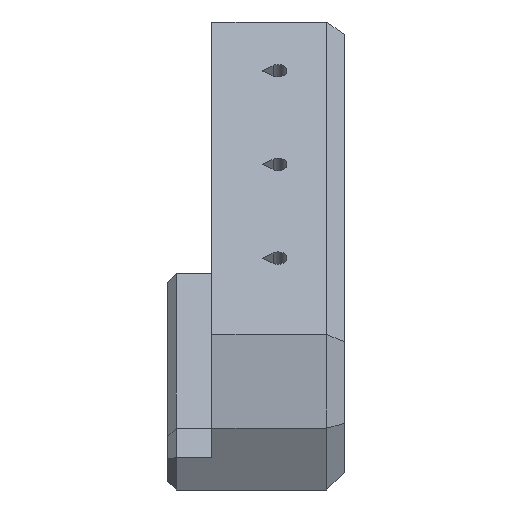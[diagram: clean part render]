
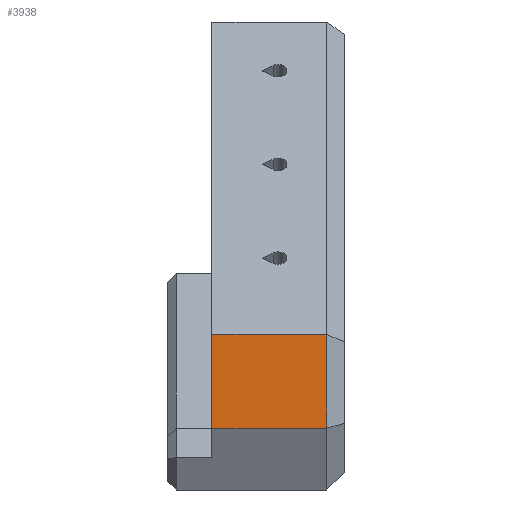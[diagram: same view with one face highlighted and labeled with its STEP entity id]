
A CAD part, left-side view. The second image highlights one B-rep face of the part: STEP entity #3938.
In plain terms, the highlighted planar face has unit normal (-1, 0, 0).
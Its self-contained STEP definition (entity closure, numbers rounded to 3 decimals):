
#1021 = PLANE('',#1022);
#1022 = AXIS2_PLACEMENT_3D('',#1023,#1024,#1025);
#1023 = CARTESIAN_POINT('',(-204.5,-125.,-230.));
#1024 = DIRECTION('',(0.707,0.707,0.)
  );
#1025 = DIRECTION('',(0.,0.,-1.));
#1590 = PLANE('',#1591);
#1591 = AXIS2_PLACEMENT_3D('',#1592,#1593,#1594);
#1592 = CARTESIAN_POINT('',(-198.417,-127.,-244.));
#1593 = DIRECTION('',(0.866,0.,0.5));
#1594 = DIRECTION('',(-0.5,0.,0.866));
#2161 = VERTEX_POINT('',#2162);
#2162 = CARTESIAN_POINT('',(-206.5,-123.,-230.));
#2247 = PLANE('',#2248);
#2248 = AXIS2_PLACEMENT_3D('',#2249,#2250,#2251);
#2249 = CARTESIAN_POINT('',(-206.5,-127.,-208.787));
#2250 = DIRECTION('',(0.707,0.,-0.707
    ));
#2251 = DIRECTION('',(0.707,0.,0.707));
#2274 = PLANE('',#2275);
#2275 = AXIS2_PLACEMENT_3D('',#2276,#2277,#2278);
#2276 = CARTESIAN_POINT('',(-236.204,-97.,-242.272));
#2277 = DIRECTION('',(0.,-1.,0.));
#2278 = DIRECTION('',(0.,0.,-1.));
#2412 = VERTEX_POINT('',#2413);
#2413 = CARTESIAN_POINT('',(-206.5,-123.,-208.787));
#2434 = EDGE_CURVE('',#2161,#2412,#2435,.T.);
#2435 = SURFACE_CURVE('',#2436,(#2440,#2447),.PCURVE_S1.);
#2436 = LINE('',#2437,#2438);
#2437 = CARTESIAN_POINT('',(-206.5,-123.,-230.));
#2438 = VECTOR('',#2439,1.);
#2439 = DIRECTION('',(0.,0.,1.));
#2440 = PCURVE('',#1021,#2441);
#2441 = DEFINITIONAL_REPRESENTATION('',(#2442),#2446);
#2442 = LINE('',#2443,#2444);
#2443 = CARTESIAN_POINT('',(-0.,2.828));
#2444 = VECTOR('',#2445,1.);
#2445 = DIRECTION('',(-1.,0.));
#2446 = ( GEOMETRIC_REPRESENTATION_CONTEXT(2) 
PARAMETRIC_REPRESENTATION_CONTEXT() REPRESENTATION_CONTEXT('2D SPACE',''
  ) );
#2447 = PCURVE('',#2448,#2453);
#2448 = PLANE('',#2449);
#2449 = AXIS2_PLACEMENT_3D('',#2450,#2451,#2452);
#2450 = CARTESIAN_POINT('',(-206.5,-127.,-230.));
#2451 = DIRECTION('',(1.,0.,0.));
#2452 = DIRECTION('',(0.,0.,1.));
#2453 = DEFINITIONAL_REPRESENTATION('',(#2454),#2458);
#2454 = LINE('',#2455,#2456);
#2455 = CARTESIAN_POINT('',(0.,-4.));
#2456 = VECTOR('',#2457,1.);
#2457 = DIRECTION('',(1.,0.));
#2458 = ( GEOMETRIC_REPRESENTATION_CONTEXT(2) 
PARAMETRIC_REPRESENTATION_CONTEXT() REPRESENTATION_CONTEXT('2D SPACE',''
  ) );
#2939 = VERTEX_POINT('',#2940);
#2940 = CARTESIAN_POINT('',(-206.5,-97.,-230.));
#2959 = EDGE_CURVE('',#2161,#2939,#2960,.T.);
#2960 = SURFACE_CURVE('',#2961,(#2965,#2972),.PCURVE_S1.);
#2961 = LINE('',#2962,#2963);
#2962 = CARTESIAN_POINT('',(-206.5,-127.,-230.));
#2963 = VECTOR('',#2964,1.);
#2964 = DIRECTION('',(-0.,1.,0.));
#2965 = PCURVE('',#1590,#2966);
#2966 = DEFINITIONAL_REPRESENTATION('',(#2967),#2971);
#2967 = LINE('',#2968,#2969);
#2968 = CARTESIAN_POINT('',(16.166,0.));
#2969 = VECTOR('',#2970,1.);
#2970 = DIRECTION('',(0.,-1.));
#2971 = ( GEOMETRIC_REPRESENTATION_CONTEXT(2) 
PARAMETRIC_REPRESENTATION_CONTEXT() REPRESENTATION_CONTEXT('2D SPACE',''
  ) );
#2972 = PCURVE('',#2448,#2973);
#2973 = DEFINITIONAL_REPRESENTATION('',(#2974),#2978);
#2974 = LINE('',#2975,#2976);
#2975 = CARTESIAN_POINT('',(0.,0.));
#2976 = VECTOR('',#2977,1.);
#2977 = DIRECTION('',(0.,-1.));
#2978 = ( GEOMETRIC_REPRESENTATION_CONTEXT(2) 
PARAMETRIC_REPRESENTATION_CONTEXT() REPRESENTATION_CONTEXT('2D SPACE',''
  ) );
#3162 = EDGE_CURVE('',#2412,#3163,#3165,.T.);
#3163 = VERTEX_POINT('',#3164);
#3164 = CARTESIAN_POINT('',(-206.5,-97.,-208.787));
#3165 = SURFACE_CURVE('',#3166,(#3170,#3177),.PCURVE_S1.);
#3166 = LINE('',#3167,#3168);
#3167 = CARTESIAN_POINT('',(-206.5,-127.,-208.787));
#3168 = VECTOR('',#3169,1.);
#3169 = DIRECTION('',(-0.,1.,0.));
#3170 = PCURVE('',#2247,#3171);
#3171 = DEFINITIONAL_REPRESENTATION('',(#3172),#3176);
#3172 = LINE('',#3173,#3174);
#3173 = CARTESIAN_POINT('',(0.,0.));
#3174 = VECTOR('',#3175,1.);
#3175 = DIRECTION('',(0.,-1.));
#3176 = ( GEOMETRIC_REPRESENTATION_CONTEXT(2) 
PARAMETRIC_REPRESENTATION_CONTEXT() REPRESENTATION_CONTEXT('2D SPACE',''
  ) );
#3177 = PCURVE('',#2448,#3178);
#3178 = DEFINITIONAL_REPRESENTATION('',(#3179),#3183);
#3179 = LINE('',#3180,#3181);
#3180 = CARTESIAN_POINT('',(21.213,0.));
#3181 = VECTOR('',#3182,1.);
#3182 = DIRECTION('',(0.,-1.));
#3183 = ( GEOMETRIC_REPRESENTATION_CONTEXT(2) 
PARAMETRIC_REPRESENTATION_CONTEXT() REPRESENTATION_CONTEXT('2D SPACE',''
  ) );
#3578 = EDGE_CURVE('',#3163,#2939,#3579,.T.);
#3579 = SURFACE_CURVE('',#3580,(#3584,#3590),.PCURVE_S1.);
#3580 = LINE('',#3581,#3582);
#3581 = CARTESIAN_POINT('',(-206.5,-97.,-236.136));
#3582 = VECTOR('',#3583,1.);
#3583 = DIRECTION('',(0.,0.,-1.));
#3584 = PCURVE('',#2274,#3585);
#3585 = DEFINITIONAL_REPRESENTATION('',(#3586),#3589);
#3586 = B_SPLINE_CURVE_WITH_KNOTS('',1,(#3587,#3588),.UNSPECIFIED.,.F.,
  .F.,(2,2),(-29.471,-4.015),.PIECEWISE_BEZIER_KNOTS.);
#3587 = CARTESIAN_POINT('',(-35.607,29.704));
#3588 = CARTESIAN_POINT('',(-10.151,29.704));
#3589 = ( GEOMETRIC_REPRESENTATION_CONTEXT(2) 
PARAMETRIC_REPRESENTATION_CONTEXT() REPRESENTATION_CONTEXT('2D SPACE',''
  ) );
#3590 = PCURVE('',#2448,#3591);
#3591 = DEFINITIONAL_REPRESENTATION('',(#3592),#3595);
#3592 = B_SPLINE_CURVE_WITH_KNOTS('',1,(#3593,#3594),.UNSPECIFIED.,.F.,
  .F.,(2,2),(-29.471,-4.015),.PIECEWISE_BEZIER_KNOTS.);
#3593 = CARTESIAN_POINT('',(23.335,-30.));
#3594 = CARTESIAN_POINT('',(-2.121,-30.));
#3595 = ( GEOMETRIC_REPRESENTATION_CONTEXT(2) 
PARAMETRIC_REPRESENTATION_CONTEXT() REPRESENTATION_CONTEXT('2D SPACE',''
  ) );
#3938 = ADVANCED_FACE('',(#3939),#2448,.F.);
#3939 = FACE_BOUND('',#3940,.F.);
#3940 = EDGE_LOOP('',(#3941,#3942,#3943,#3944));
#3941 = ORIENTED_EDGE('',*,*,#3162,.F.);
#3942 = ORIENTED_EDGE('',*,*,#2434,.F.);
#3943 = ORIENTED_EDGE('',*,*,#2959,.T.);
#3944 = ORIENTED_EDGE('',*,*,#3578,.F.);
